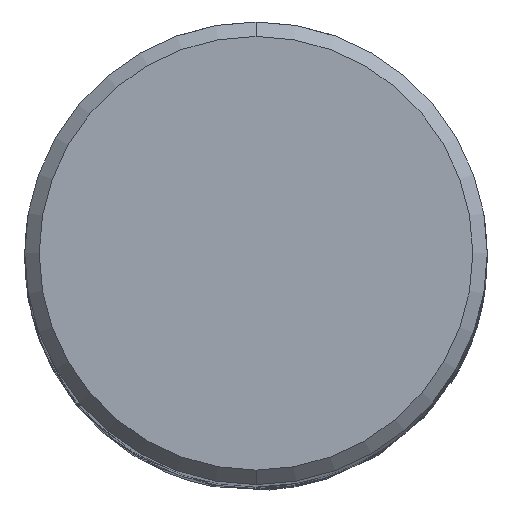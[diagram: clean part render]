
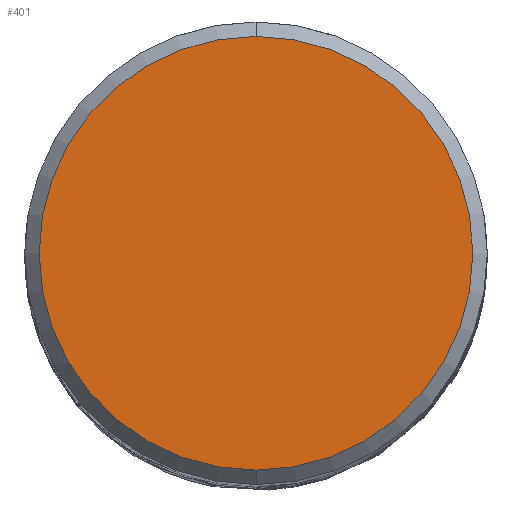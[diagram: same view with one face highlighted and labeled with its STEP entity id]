
A CAD part, top view. The second image highlights one B-rep face of the part: STEP entity #401.
In plain terms, the highlighted planar face has unit normal (0, 0, 1).
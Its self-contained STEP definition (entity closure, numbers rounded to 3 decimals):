
#401=ADVANCED_FACE('',(#988),#989,.T.);
#473=EDGE_CURVE('',#481,#527,#1069,.T.);
#481=VERTEX_POINT('',#1078);
#525=EDGE_CURVE('',#527,#481,#1128,.T.);
#527=VERTEX_POINT('',#1130);
#988=FACE_OUTER_BOUND('',#1904,.T.);
#989=PLANE('',#1905);
#1069=CIRCLE('',#3717,15.0);
#1078=CARTESIAN_POINT('',(0.0,15.0,0.0));
#1128=CIRCLE('',#5478,15.0);
#1130=CARTESIAN_POINT('',(0.,-15.0,0.0));
#1904=EDGE_LOOP('',(#10384,#10385));
#1905=AXIS2_PLACEMENT_3D('',#10386,#10387,#10388);
#3717=AXIS2_PLACEMENT_3D('',#10475,#10476,#10477);
#5478=AXIS2_PLACEMENT_3D('',#10556,#10557,#10558);
#10384=ORIENTED_EDGE('',*,*,#473,.F.);
#10385=ORIENTED_EDGE('',*,*,#525,.F.);
#10386=CARTESIAN_POINT('',(0.0,7.5,0.0));
#10387=DIRECTION('',(-0.0,0.0,1.0));
#10388=DIRECTION('',(0.0,-1.0,0.0));
#10475=CARTESIAN_POINT('',(0.0,0.0,0.0));
#10476=DIRECTION('',(0.0,0.0,-1.0));
#10477=DIRECTION('',(0.0,1.0,0.0));
#10556=CARTESIAN_POINT('',(0.0,0.0,0.0));
#10557=DIRECTION('',(0.0,0.0,-1.0));
#10558=DIRECTION('',(0.0,1.0,0.0));
